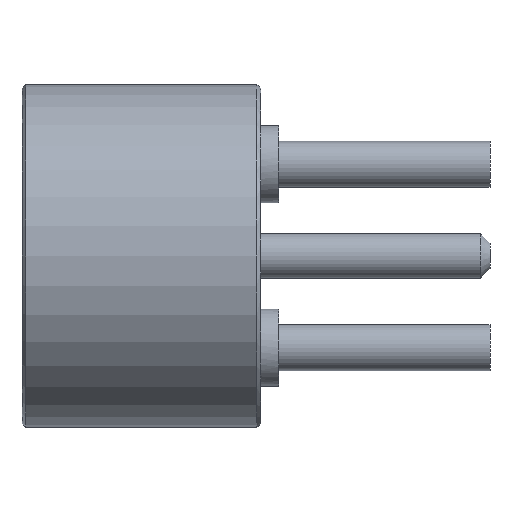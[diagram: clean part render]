
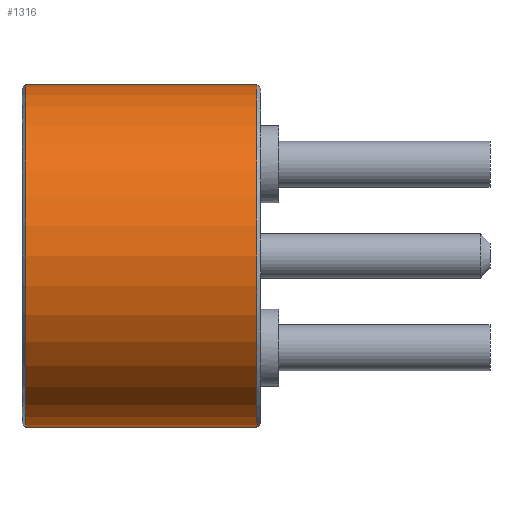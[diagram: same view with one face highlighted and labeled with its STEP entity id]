
A CAD part, front view. The second image highlights one B-rep face of the part: STEP entity #1316.
In plain terms, the highlighted cylindrical face has radius 2.375 mm (diameter 4.75 mm), a partial arc.
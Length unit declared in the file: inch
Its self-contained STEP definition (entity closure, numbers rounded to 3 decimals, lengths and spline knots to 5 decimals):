
#57 = DIRECTION ( 'NONE',  ( -1., 0., 0. ) ) ;
#91 = CIRCLE ( 'NONE', #1336, 0.0935 ) ;
#113 = LINE ( 'NONE', #443, #803 ) ;
#114 = CARTESIAN_POINT ( 'NONE',  ( 0.128, 0., 0. ) ) ;
#164 = ORIENTED_EDGE ( 'NONE', *, *, #835, .F. ) ;
#181 = CARTESIAN_POINT ( 'NONE',  ( 0.22, 0., -0.0935 ) ) ;
#367 = EDGE_LOOP ( 'NONE', ( #164, #581, #808, #508 ) ) ;
#390 = CARTESIAN_POINT ( 'NONE',  ( 0.128, 0., -0.0935 ) ) ;
#397 = CYLINDRICAL_SURFACE ( 'NONE', #1590, 0.0935 ) ;
#443 = CARTESIAN_POINT ( 'NONE',  ( 0.22, 0., 0.0935 ) ) ;
#464 = VERTEX_POINT ( 'NONE', #1417 ) ;
#473 = EDGE_CURVE ( 'NONE', #1236, #464, #1021, .T. ) ;
#487 = DIRECTION ( 'NONE',  ( 1., 0., 0. ) ) ;
#508 = ORIENTED_EDGE ( 'NONE', *, *, #1560, .T. ) ;
#547 = CARTESIAN_POINT ( 'NONE',  ( 0.22, 0., 0. ) ) ;
#581 = ORIENTED_EDGE ( 'NONE', *, *, #473, .T. ) ;
#623 = DIRECTION ( 'NONE',  ( 0., 0., -1. ) ) ;
#680 = EDGE_CURVE ( 'NONE', #464, #1573, #113, .T. ) ;
#772 = VERTEX_POINT ( 'NONE', #1315 ) ;
#799 = DIRECTION ( 'NONE',  ( -1., 0., 0. ) ) ;
#803 = VECTOR ( 'NONE', #1273, 39.37008 ) ;
#808 = ORIENTED_EDGE ( 'NONE', *, *, #680, .T. ) ;
#835 = EDGE_CURVE ( 'NONE', #1236, #772, #877, .T. ) ;
#877 = LINE ( 'NONE', #181, #1300 ) ;
#889 = DIRECTION ( 'NONE',  ( 0., 0., 1. ) ) ;
#1021 = CIRCLE ( 'NONE', #1153, 0.0935 ) ;
#1153 = AXIS2_PLACEMENT_3D ( 'NONE', #114, #799, #1190 ) ;
#1190 = DIRECTION ( 'NONE',  ( 0., 0., -1. ) ) ;
#1236 = VERTEX_POINT ( 'NONE', #390 ) ;
#1273 = DIRECTION ( 'NONE',  ( -1., 0., 0. ) ) ;
#1300 = VECTOR ( 'NONE', #1670, 39.37008 ) ;
#1310 = CARTESIAN_POINT ( 'NONE',  ( 0.002, 0., 0. ) ) ;
#1315 = CARTESIAN_POINT ( 'NONE',  ( 0.002, 0., -0.0935 ) ) ;
#1316 = ADVANCED_FACE ( 'NONE', ( #1672 ), #397, .T. ) ;
#1336 = AXIS2_PLACEMENT_3D ( 'NONE', #1310, #487, #623 ) ;
#1417 = CARTESIAN_POINT ( 'NONE',  ( 0.128, 0., 0.0935 ) ) ;
#1560 = EDGE_CURVE ( 'NONE', #1573, #772, #91, .T. ) ;
#1573 = VERTEX_POINT ( 'NONE', #1705 ) ;
#1590 = AXIS2_PLACEMENT_3D ( 'NONE', #547, #57, #889 ) ;
#1670 = DIRECTION ( 'NONE',  ( -1., 0., 0. ) ) ;
#1672 = FACE_OUTER_BOUND ( 'NONE', #367, .T. ) ;
#1705 = CARTESIAN_POINT ( 'NONE',  ( 0.002, 0., 0.0935 ) ) ;
